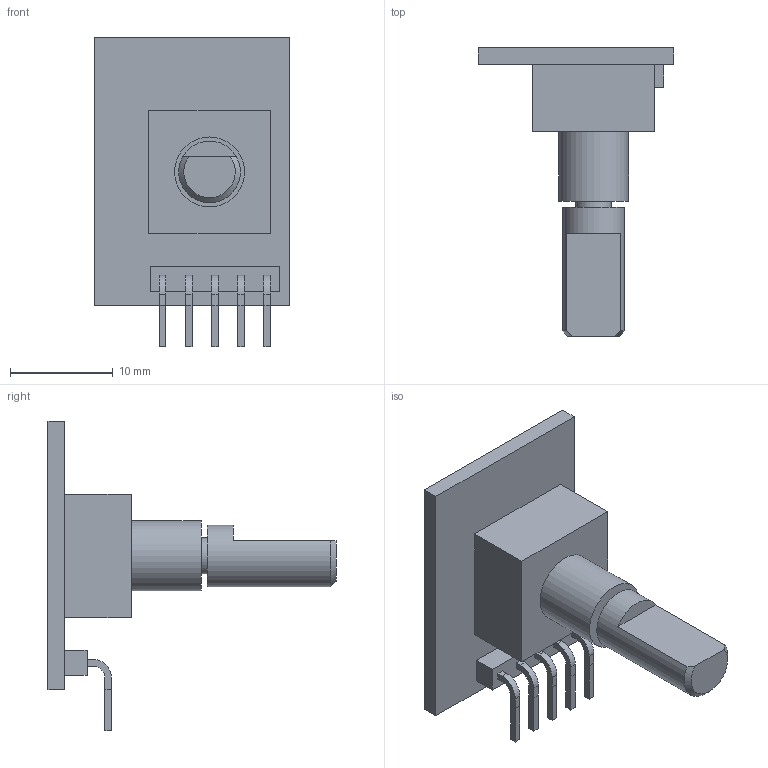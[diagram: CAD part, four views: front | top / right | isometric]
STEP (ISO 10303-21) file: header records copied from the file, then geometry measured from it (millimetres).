
FILE_DESCRIPTION(/* description */ (''),/* implementation_level */ '2;1');
FILE_NAME(/* name */ 'PEC11R-DB v3.step',/* time_stamp */ '2022-07-01T14:33:42-07:00',/* author */ (''),/* organization */ (''),/* preprocessor_version */ 'ST-DEVELOPER v19',/* originating_system */ 'Autodesk Translation Framework v11.7.0.108',/* authorisation */ '');
FILE_SCHEMA (('AUTOMOTIVE_DESIGN { 1 0 10303 214 3 1 1 }'));
Length unit declared in the file: millimetre
Products named in the file (1): PEC11R-DB
Bounding box: 19.01 x 28 x 30.1 mm (x, y, z)
Volume: 2348.2 mm3; surface area: 2317.9 mm2
Topology: 12 solids, 12 shells, 106 faces, 234 edges, 156 vertices
Faces by surface type: plane 92, cylinder 13, cone 1
Full cylindrical faces by diameter (mm): 3.5 x1, 6 x1, 6.8 x1
Entity records: 2932 total; most frequent: CARTESIAN_POINT 501, DIRECTION 475, ORIENTED_EDGE 468, EDGE_CURVE 234, LINE 203, VECTOR 203, VERTEX_POINT 156, AXIS2_PLACEMENT_3D 136
